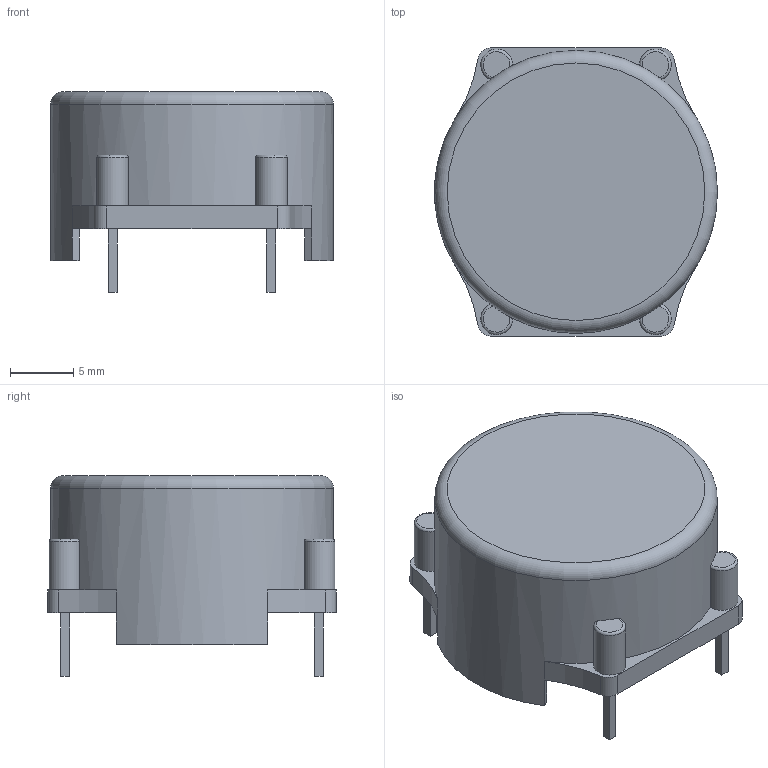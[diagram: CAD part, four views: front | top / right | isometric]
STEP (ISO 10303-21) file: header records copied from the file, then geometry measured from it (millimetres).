
FILE_DESCRIPTION(('FreeCAD Model'),'2;1');
FILE_NAME('Choke_EPCOS_B82722A_cp.step', '2018-06-12T15:42:00',('kicad StepUp'),('ksu MCAD'), 'Open CASCADE STEP processor 7.2','FreeCAD','Unknown');
FILE_SCHEMA(('AUTOMOTIVE_DESIGN { 1 0 10303 214 1 1 1 1 }'));
Length unit declared in the file: millimetre
Products named in the file (1): Choke_EPCOS_B82722A_cp
Bounding box: 22.3 x 22.7 x 15.8 mm (x, y, z)
Volume: 1793.3 mm3; surface area: 2346.6 mm2
Topology: 5 solids, 5 shells, 61 faces, 148 edges, 97 vertices
Faces by surface type: plane 42, cylinder 14, torus 5
Full cylindrical faces by diameter (mm): 21 x1, 22.3 x1
Entity records: 2249 total; most frequent: CARTESIAN_POINT 355, DIRECTION 310, ORIENTED_EDGE 296, EDGE_CURVE 148, AXIS2_PLACEMENT_3D 111, VERTEX_POINT 97, LINE 88, VECTOR 88
